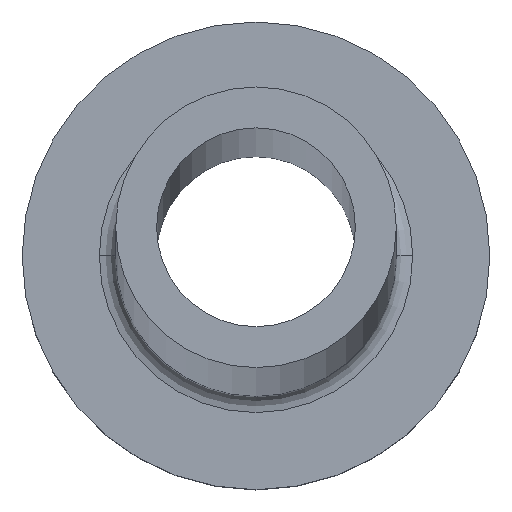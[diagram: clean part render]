
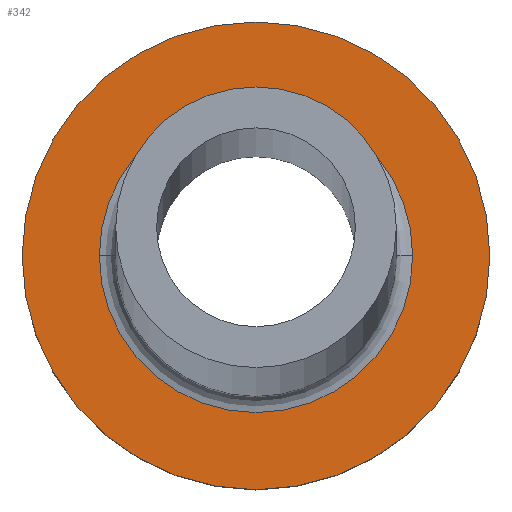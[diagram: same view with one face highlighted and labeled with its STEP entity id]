
A CAD part, top view. The second image highlights one B-rep face of the part: STEP entity #342.
In plain terms, the highlighted planar face has unit normal (0, 0, 1).
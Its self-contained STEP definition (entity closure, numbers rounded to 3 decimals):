
#6 = CARTESIAN_POINT ( 'NONE',  ( 0., 0., 7. ) ) ;
#19 = CARTESIAN_POINT ( 'NONE',  ( 0., 0., 7. ) ) ;
#21 = AXIS2_PLACEMENT_3D ( 'NONE', #210, #329, #303 ) ;
#24 = EDGE_CURVE ( 'NONE', #309, #187, #266, .T. ) ;
#30 = CARTESIAN_POINT ( 'NONE',  ( -6.7, 0., 7. ) ) ;
#64 = CARTESIAN_POINT ( 'NONE',  ( 10., 0., 7. ) ) ;
#105 = CIRCLE ( 'NONE', #240, 10. ) ;
#115 = AXIS2_PLACEMENT_3D ( 'NONE', #285, #376, #264 ) ;
#126 = AXIS2_PLACEMENT_3D ( 'NONE', #19, #317, #345 ) ;
#127 = DIRECTION ( 'NONE',  ( 0., 0., 1. ) ) ;
#132 = AXIS2_PLACEMENT_3D ( 'NONE', #6, #222, #137 ) ;
#133 = EDGE_LOOP ( 'NONE', ( #140, #164 ) ) ;
#137 = DIRECTION ( 'NONE',  ( 1., 0., 0. ) ) ;
#140 = ORIENTED_EDGE ( 'NONE', *, *, #333, .T. ) ;
#148 = CARTESIAN_POINT ( 'NONE',  ( 6.7, 0., 7. ) ) ;
#164 = ORIENTED_EDGE ( 'NONE', *, *, #175, .T. ) ;
#175 = EDGE_CURVE ( 'NONE', #341, #249, #289, .T. ) ;
#184 = PLANE ( 'NONE',  #21 ) ;
#187 = VERTEX_POINT ( 'NONE', #148 ) ;
#208 = CIRCLE ( 'NONE', #132, 6.7 ) ;
#210 = CARTESIAN_POINT ( 'NONE',  ( 0., 0., 7. ) ) ;
#222 = DIRECTION ( 'NONE',  ( 0., 0., -1. ) ) ;
#237 = CARTESIAN_POINT ( 'NONE',  ( -10., 0., 7. ) ) ;
#239 = FACE_BOUND ( 'NONE', #335, .T. ) ;
#240 = AXIS2_PLACEMENT_3D ( 'NONE', #330, #127, #297 ) ;
#241 = FACE_OUTER_BOUND ( 'NONE', #133, .T. ) ;
#249 = VERTEX_POINT ( 'NONE', #237 ) ;
#264 = DIRECTION ( 'NONE',  ( 1., 0., 0. ) ) ;
#266 = CIRCLE ( 'NONE', #115, 6.7 ) ;
#273 = ORIENTED_EDGE ( 'NONE', *, *, #359, .T. ) ;
#285 = CARTESIAN_POINT ( 'NONE',  ( 0., 0., 7. ) ) ;
#289 = CIRCLE ( 'NONE', #126, 10. ) ;
#297 = DIRECTION ( 'NONE',  ( 1., 0., 0. ) ) ;
#303 = DIRECTION ( 'NONE',  ( 1., 0., 0. ) ) ;
#309 = VERTEX_POINT ( 'NONE', #30 ) ;
#312 = ORIENTED_EDGE ( 'NONE', *, *, #24, .T. ) ;
#317 = DIRECTION ( 'NONE',  ( 0., 0., 1. ) ) ;
#329 = DIRECTION ( 'NONE',  ( 0., 0., 1. ) ) ;
#330 = CARTESIAN_POINT ( 'NONE',  ( 0., 0., 7. ) ) ;
#333 = EDGE_CURVE ( 'NONE', #249, #341, #105, .T. ) ;
#335 = EDGE_LOOP ( 'NONE', ( #273, #312 ) ) ;
#341 = VERTEX_POINT ( 'NONE', #64 ) ;
#342 = ADVANCED_FACE ( 'NONE', ( #239, #241 ), #184, .T. ) ;
#345 = DIRECTION ( 'NONE',  ( 1., 0., 0. ) ) ;
#359 = EDGE_CURVE ( 'NONE', #187, #309, #208, .T. ) ;
#376 = DIRECTION ( 'NONE',  ( 0., 0., -1. ) ) ;
